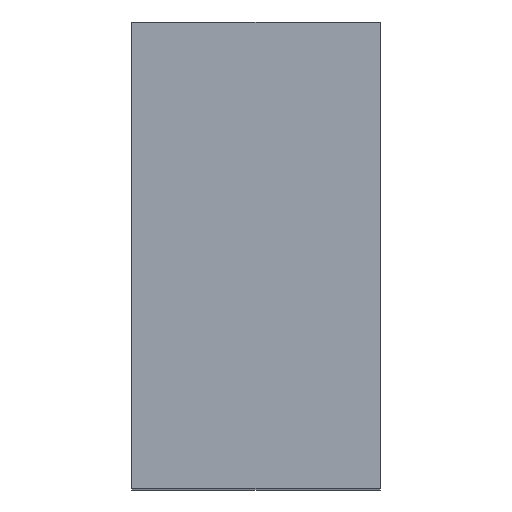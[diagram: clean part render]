
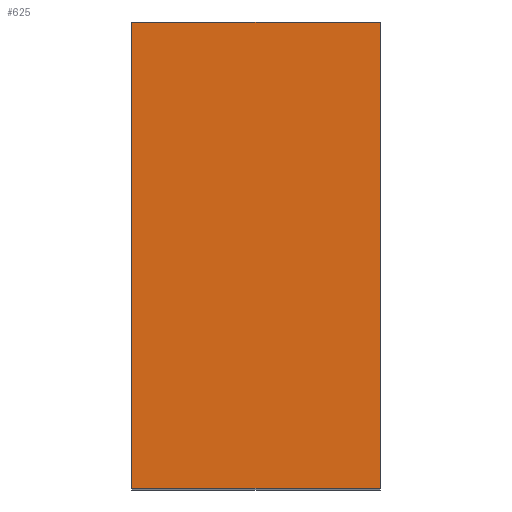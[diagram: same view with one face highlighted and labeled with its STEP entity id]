
A CAD part, top view. The second image highlights one B-rep face of the part: STEP entity #625.
In plain terms, the highlighted planar face has unit normal (0, 0, 1).
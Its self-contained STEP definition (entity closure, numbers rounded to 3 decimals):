
#72 = VERTEX_POINT ( 'NONE', #1528 ) ;
#74 = PLANE ( 'NONE',  #298 ) ;
#111 = DIRECTION ( 'NONE',  ( 0., -1., 0. ) ) ;
#118 = VECTOR ( 'NONE', #1201, 1000. ) ;
#137 = VERTEX_POINT ( 'NONE', #917 ) ;
#191 = LINE ( 'NONE', #807, #263 ) ;
#215 = FACE_OUTER_BOUND ( 'NONE', #1020, .T. ) ;
#227 = CARTESIAN_POINT ( 'NONE',  ( 4., 0., 16. ) ) ;
#251 = EDGE_CURVE ( 'NONE', #1125, #441, #191, .T. ) ;
#263 = VECTOR ( 'NONE', #1042, 1000. ) ;
#282 = CARTESIAN_POINT ( 'NONE',  ( 4., 0., 16. ) ) ;
#298 = AXIS2_PLACEMENT_3D ( 'NONE', #1631, #1075, #1330 ) ;
#300 = EDGE_CURVE ( 'NONE', #441, #72, #1513, .T. ) ;
#434 = VECTOR ( 'NONE', #111, 1000. ) ;
#441 = VERTEX_POINT ( 'NONE', #282 ) ;
#522 = ORIENTED_EDGE ( 'NONE', *, *, #923, .T. ) ;
#554 = ORIENTED_EDGE ( 'NONE', *, *, #1359, .T. ) ;
#625 = ADVANCED_FACE ( 'NONE', ( #215 ), #74, .T. ) ;
#733 = DIRECTION ( 'NONE',  ( -1., 0., 0. ) ) ;
#807 = CARTESIAN_POINT ( 'NONE',  ( 4., 15., 16. ) ) ;
#917 = CARTESIAN_POINT ( 'NONE',  ( -4., 15., 16. ) ) ;
#923 = EDGE_CURVE ( 'NONE', #1125, #137, #1588, .T. ) ;
#1020 = EDGE_LOOP ( 'NONE', ( #1527, #1257, #522, #554 ) ) ;
#1029 = VECTOR ( 'NONE', #733, 1000. ) ;
#1042 = DIRECTION ( 'NONE',  ( 0., -1., 0. ) ) ;
#1073 = CARTESIAN_POINT ( 'NONE',  ( 4., 15., 16. ) ) ;
#1075 = DIRECTION ( 'NONE',  ( 0., 0., 1. ) ) ;
#1125 = VERTEX_POINT ( 'NONE', #1230 ) ;
#1143 = CARTESIAN_POINT ( 'NONE',  ( -4., 15., 16. ) ) ;
#1201 = DIRECTION ( 'NONE',  ( -1., 0., 0. ) ) ;
#1230 = CARTESIAN_POINT ( 'NONE',  ( 4., 15., 16. ) ) ;
#1257 = ORIENTED_EDGE ( 'NONE', *, *, #251, .F. ) ;
#1330 = DIRECTION ( 'NONE',  ( 1., 0., 0. ) ) ;
#1359 = EDGE_CURVE ( 'NONE', #137, #72, #1490, .T. ) ;
#1490 = LINE ( 'NONE', #1143, #434 ) ;
#1513 = LINE ( 'NONE', #227, #1029 ) ;
#1527 = ORIENTED_EDGE ( 'NONE', *, *, #300, .F. ) ;
#1528 = CARTESIAN_POINT ( 'NONE',  ( -4., 0., 16. ) ) ;
#1588 = LINE ( 'NONE', #1073, #118 ) ;
#1631 = CARTESIAN_POINT ( 'NONE',  ( 4., 15., 16. ) ) ;
